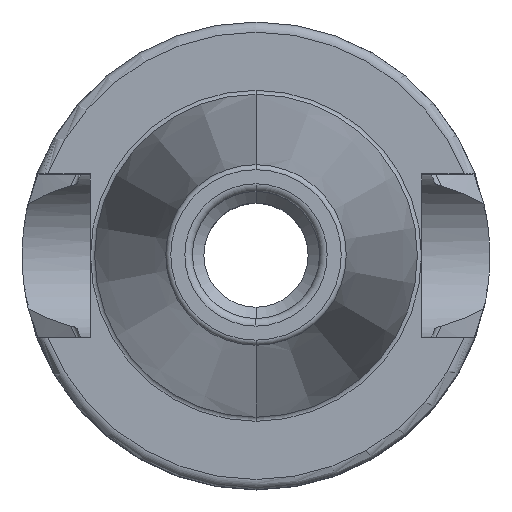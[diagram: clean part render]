
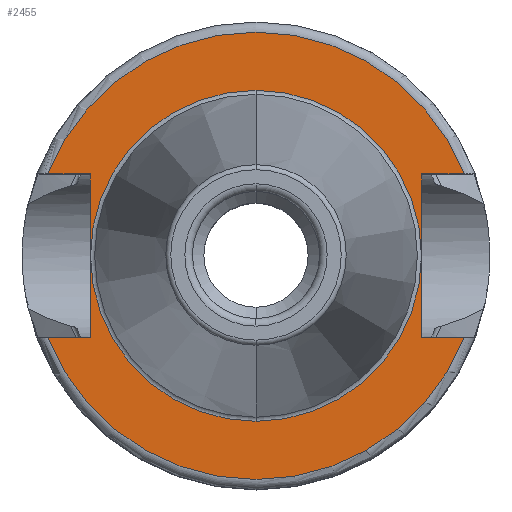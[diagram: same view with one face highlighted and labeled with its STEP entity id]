
A CAD part, top view. The second image highlights one B-rep face of the part: STEP entity #2455.
In plain terms, the highlighted planar face has unit normal (0, 0, 1).
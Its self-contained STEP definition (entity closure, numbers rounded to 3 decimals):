
#611=DIRECTION('',(1,0,0));
#612=VECTOR('',#611,4.174);
#613=CARTESIAN_POINT('',(-20.474,-8.05,20));
#614=LINE('',#613,#612);
#615=DIRECTION('',(0,1,0));
#616=VECTOR('',#615,16.1);
#617=CARTESIAN_POINT('',(-16.3,-8.05,20));
#618=LINE('',#617,#616);
#619=DIRECTION('',(1,0,0));
#620=VECTOR('',#619,4.174);
#621=CARTESIAN_POINT('',(-20.474,8.05,20));
#622=LINE('',#621,#620);
#623=DIRECTION('',(-1,0,0));
#624=VECTOR('',#623,4.174);
#625=CARTESIAN_POINT('',(20.474,8.05,20));
#626=LINE('',#625,#624);
#627=DIRECTION('',(0,-1,0));
#628=VECTOR('',#627,16.1);
#629=CARTESIAN_POINT('',(16.3,8.05,20));
#630=LINE('',#629,#628);
#631=DIRECTION('',(-1,0,0));
#632=VECTOR('',#631,4.174);
#633=CARTESIAN_POINT('',(20.474,-8.05,20));
#634=LINE('',#633,#632);
#645=CARTESIAN_POINT('',(0,0,20));
#646=DIRECTION('',(0,0,1));
#647=DIRECTION('',(0,1,0));
#648=AXIS2_PLACEMENT_3D('',#645,#646,#647);
#650=CARTESIAN_POINT('',(0,0,20));
#651=DIRECTION('',(0,0,-1));
#652=DIRECTION('',(0,1,0));
#653=AXIS2_PLACEMENT_3D('',#650,#651,#652);
#1294=CARTESIAN_POINT('',(0,0,20));
#1295=DIRECTION('',(0,0,1));
#1296=DIRECTION('',(-0.931,-0.366,0));
#1297=AXIS2_PLACEMENT_3D('',#1294,#1295,#1296);
#1311=CARTESIAN_POINT('',(0,0,20));
#1312=DIRECTION('',(0,0,1));
#1313=DIRECTION('',(0.931,0.366,0));
#1314=AXIS2_PLACEMENT_3D('',#1311,#1312,#1313);
#1473=CARTESIAN_POINT('',(-20.474,-8.05,20));
#1474=CARTESIAN_POINT('',(-16.3,-8.05,20));
#1475=VERTEX_POINT('',#1473);
#1476=VERTEX_POINT('',#1474);
#1477=CARTESIAN_POINT('',(-16.3,8.05,20));
#1478=VERTEX_POINT('',#1477);
#1479=CARTESIAN_POINT('',(-20.474,8.05,20));
#1480=VERTEX_POINT('',#1479);
#1481=CARTESIAN_POINT('',(16.3,8.05,20));
#1482=CARTESIAN_POINT('',(16.3,-8.05,20));
#1483=VERTEX_POINT('',#1481);
#1484=VERTEX_POINT('',#1482);
#1485=CARTESIAN_POINT('',(20.474,-8.05,20));
#1486=VERTEX_POINT('',#1485);
#1487=CARTESIAN_POINT('',(20.474,8.05,20));
#1488=VERTEX_POINT('',#1487);
#1531=CARTESIAN_POINT('',(0,16.275,20));
#1533=VERTEX_POINT('',#1531);
#1537=CARTESIAN_POINT('',(0,-16.275,20));
#1539=VERTEX_POINT('',#1537);
#2432=CARTESIAN_POINT('',(0,0,20));
#2433=DIRECTION('',(0,0,-1));
#2434=DIRECTION('',(0,-1,0));
#2435=AXIS2_PLACEMENT_3D('',#2432,#2433,#2434);
#2436=PLANE('',#2435);
#2437=ORIENTED_EDGE('',*,*,#2423,.T.);
#2438=ORIENTED_EDGE('',*,*,#2248,.T.);
#2439=ORIENTED_EDGE('',*,*,#2267,.F.);
#2441=ORIENTED_EDGE('',*,*,#2440,.F.);
#2442=ORIENTED_EDGE('',*,*,#2348,.T.);
#2443=ORIENTED_EDGE('',*,*,#2366,.T.);
#2444=ORIENTED_EDGE('',*,*,#2383,.F.);
#2446=ORIENTED_EDGE('',*,*,#2445,.F.);
#2447=EDGE_LOOP('',(#2437,#2438,#2439,#2441,#2442,#2443,#2444,#2446));
#2448=FACE_OUTER_BOUND('',#2447,.F.);
#2450=ORIENTED_EDGE('',*,*,#2449,.T.);
#2452=ORIENTED_EDGE('',*,*,#2451,.F.);
#2453=EDGE_LOOP('',(#2450,#2452));
#2454=FACE_BOUND('',#2453,.F.);
#2455=ADVANCED_FACE('',(#2448,#2454),#2436,.F.);
#649=CIRCLE('',#648,16.275);
#654=CIRCLE('',#653,16.275);
#1298=CIRCLE('',#1297,22);
#1315=CIRCLE('',#1314,22);
#2248=EDGE_CURVE('',#1476,#1478,#618,.T.);
#2267=EDGE_CURVE('',#1480,#1478,#622,.T.);
#2348=EDGE_CURVE('',#1488,#1483,#626,.T.);
#2366=EDGE_CURVE('',#1483,#1484,#630,.T.);
#2383=EDGE_CURVE('',#1486,#1484,#634,.T.);
#2423=EDGE_CURVE('',#1475,#1476,#614,.T.);
#2440=EDGE_CURVE('',#1488,#1480,#1315,.T.);
#2445=EDGE_CURVE('',#1475,#1486,#1298,.T.);
#2449=EDGE_CURVE('',#1533,#1539,#649,.T.);
#2451=EDGE_CURVE('',#1533,#1539,#654,.T.);
